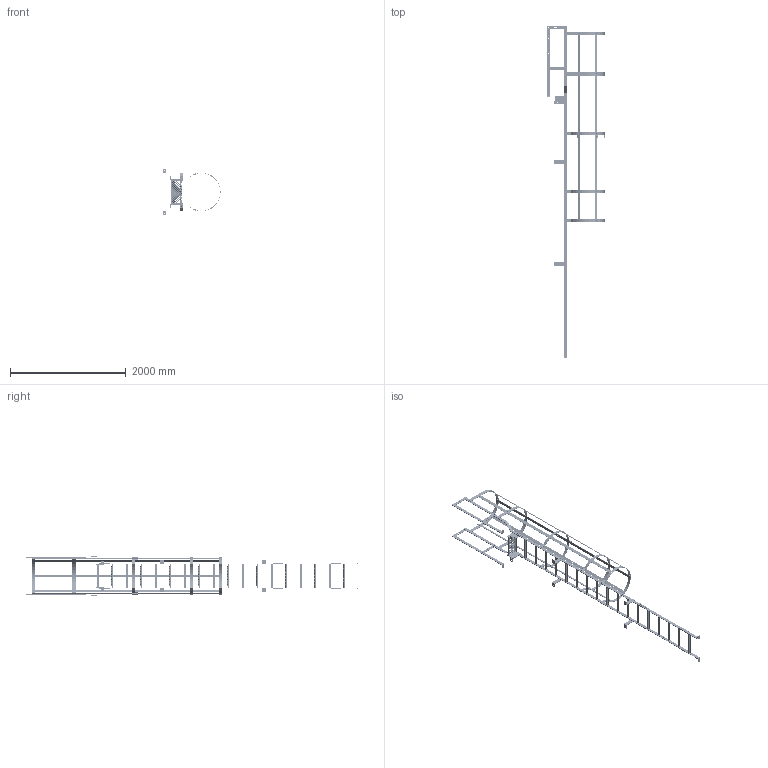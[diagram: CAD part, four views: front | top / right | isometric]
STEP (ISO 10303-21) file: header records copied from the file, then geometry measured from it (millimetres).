
FILE_DESCRIPTION (( 'STEP AP214' ), '1' );
FILE_NAME ('PcP_EX_4500.STEP', '2021-06-22T08:27:26', ( '' ), ( '' ), 'SwSTEP 2.0', 'SolidWorks 2021', '' );
FILE_SCHEMA (( 'AUTOMOTIVE_DESIGN' ));
Length unit declared in the file: millimetre
Products named in the file (26): EX14_0_Mellemlæg_50x50x6mm; EX5_0_Trin_top_samlet_400x200x150mm; EX2c_0_Stigesektion_samlet_360x416x50mm; PcP_EX_4500; EX7_0__understøtning_samlet_210x75x65mm; EX12a_0_Rygposter_1498x50x6mm; EX2_1_Vanger_1000x50x8mm; EX5_1_Trin_top_O3_384x189x30mm; EX13_0_Fishplate_100x50x6mm; EX4_2_F_Arme_285x50x8mm; EX2c_1_Vanger_360x50x8mm; EX6_0_Vinkel_100x65x7x50mm; EX8_0_Rygbøjle_top_R325x706x50x6mm; EX9_0_Rygbøjle_R325x706x50x6mm; EX1_1_Vanger_3000x50x8mm; EX4_0_F_bøjle_samlet_1225x335x8mm; EX3_0_Vange_top_1350x50x8mm; EX4_1_F_Ryg_1225x50x8mm; EX11_0_Rygposter_1774x50x6mm; EX5_2_Endeplade_200x150x8mm; EX1_2_O2_400x30x27x2mm_stigetrin; EX7_1_Understøtning_200x65x10mm; EX1_0_Stigesektion_samlet_3000x416x50mm; EX2_0_Stigesektion_samlet_1000x416x50mm; EX7_2_Understøtning_75x65x10mm; EX10_0_Fishplate_180x50x8mm
Assembly tree (80 placements, depth 3):
  PcP_EX_4500
    EX6_0_Vinkel_100x65x7x50mm  x6
    EX2c_0_Stigesektion_samlet_360x416x50mm
      EX2c_1_Vanger_360x50x8mm  x2
      EX1_2_O2_400x30x27x2mm_stigetrin
    EX10_0_Fishplate_180x50x8mm  x6
    EX2_0_Stigesektion_samlet_1000x416x50mm
      EX2_1_Vanger_1000x50x8mm  x2
      EX1_2_O2_400x30x27x2mm_stigetrin  x4
    EX1_0_Stigesektion_samlet_3000x416x50mm
      EX1_1_Vanger_3000x50x8mm  x2
      EX1_2_O2_400x30x27x2mm_stigetrin  x12
    EX7_0__understøtning_samlet_210x75x65mm  x4
      EX7_1_Understøtning_200x65x10mm
      EX7_2_Understøtning_75x65x10mm
    EX9_0_Rygbøjle_R325x706x50x6mm  x3
    EX12a_0_Rygposter_1498x50x6mm  x5
    EX13_0_Fishplate_100x50x6mm  x5
    EX14_0_Mellemlæg_50x50x6mm  x5
    EX5_0_Trin_top_samlet_400x200x150mm
      EX5_1_Trin_top_O3_384x189x30mm
      EX5_2_Endeplade_200x150x8mm  x2
    EX3_0_Vange_top_1350x50x8mm  x2
    EX4_0_F_bøjle_samlet_1225x335x8mm  x2
      EX4_1_F_Ryg_1225x50x8mm
      EX4_2_F_Arme_285x50x8mm
    EX8_0_Rygbøjle_top_R325x706x50x6mm  x2
    EX11_0_Rygposter_1774x50x6mm  x5
Bounding box: 996.04 x 5725 x 796 mm (x, y, z)
Volume: 17026576 mm3; surface area: 6685163.5 mm2
Topology: 79 solids, 79 shells, 14325 faces, 38531 edges, 23370 vertices
Faces by surface type: cone 6972, torus 4648, cylinder 1386, plane 1319
Entity records: 104082 total; most frequent: DIRECTION 20506, CARTESIAN_POINT 19025, ORIENTED_EDGE 16574, AXIS2_PLACEMENT_3D 9107, EDGE_CURVE 8287, CIRCLE 5873, VERTEX_POINT 5082, EDGE_LOOP 3735
